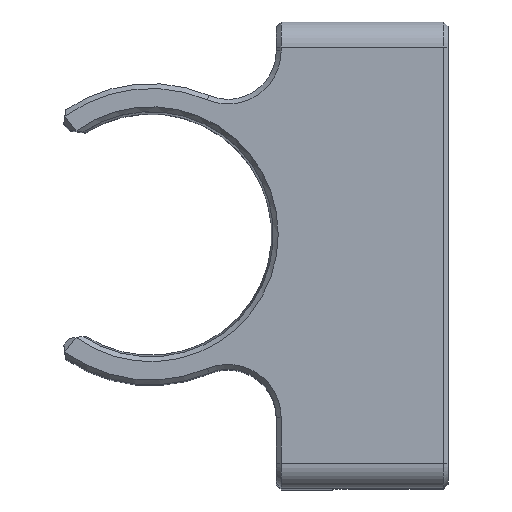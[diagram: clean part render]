
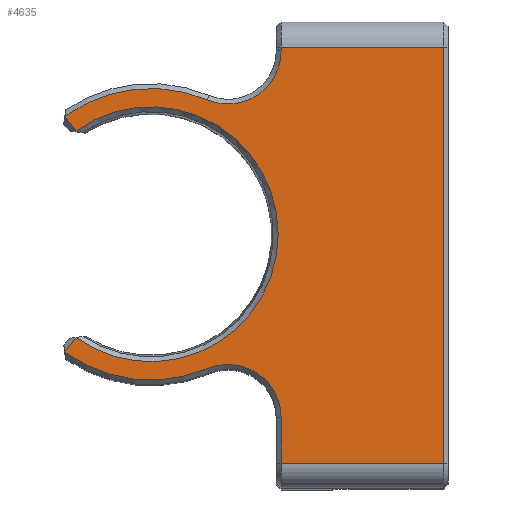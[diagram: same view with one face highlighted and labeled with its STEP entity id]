
A CAD part, top view. The second image highlights one B-rep face of the part: STEP entity #4635.
In plain terms, the highlighted planar face has unit normal (0, 0, 1).
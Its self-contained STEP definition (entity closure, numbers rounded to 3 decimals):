
#192=CIRCLE('',#4982,15.1);
#194=CIRCLE('',#4992,13.2);
#197=CIRCLE('',#4996,5.5);
#198=CIRCLE('',#4998,15.1);
#200=CIRCLE('',#5001,5.5);
#503=FACE_OUTER_BOUND('',#785,.T.);
#785=EDGE_LOOP('',(#3691,#3692,#3693,#3694,#3695,#3696,#3697,#3698,#3699,
#3700,#3701,#3702,#3703,#3704));
#1011=LINE('',#6835,#1476);
#1079=LINE('',#7028,#1544);
#1094=LINE('',#7075,#1559);
#1166=LINE('',#7424,#1631);
#1174=LINE('',#7457,#1639);
#1176=LINE('',#7461,#1641);
#1178=LINE('',#7471,#1643);
#1190=LINE('',#7515,#1655);
#1191=LINE('',#7517,#1656);
#1476=VECTOR('',#5421,10.);
#1544=VECTOR('',#5613,10.);
#1559=VECTOR('',#5660,10.);
#1631=VECTOR('',#5876,10.);
#1639=VECTOR('',#5898,10.);
#1641=VECTOR('',#5902,10.);
#1643=VECTOR('',#5910,10.);
#1655=VECTOR('',#5970,10.);
#1656=VECTOR('',#5973,10.);
#1936=VERTEX_POINT('',#6825);
#1938=VERTEX_POINT('',#6831);
#1999=VERTEX_POINT('',#7021);
#2002=VERTEX_POINT('',#7026);
#2016=VERTEX_POINT('',#7068);
#2018=VERTEX_POINT('',#7073);
#2087=VERTEX_POINT('',#7419);
#2088=VERTEX_POINT('',#7423);
#2090=VERTEX_POINT('',#7429);
#2095=VERTEX_POINT('',#7451);
#2096=VERTEX_POINT('',#7456);
#2097=VERTEX_POINT('',#7460);
#2099=VERTEX_POINT('',#7470);
#2101=VERTEX_POINT('',#7482);
#2381=EDGE_CURVE('',#1936,#1938,#1011,.T.);
#2478=EDGE_CURVE('',#2002,#1999,#1079,.T.);
#2501=EDGE_CURVE('',#2018,#2016,#1094,.T.);
#2618=EDGE_CURVE('',#2087,#2088,#1166,.T.);
#2622=EDGE_CURVE('',#2090,#2087,#192,.T.);
#2631=EDGE_CURVE('',#2095,#2096,#1174,.T.);
#2633=EDGE_CURVE('',#2096,#2097,#1176,.T.);
#2637=EDGE_CURVE('',#2088,#2099,#1178,.T.);
#2639=EDGE_CURVE('',#2099,#2095,#194,.T.);
#2643=EDGE_CURVE('',#2101,#2018,#197,.T.);
#2644=EDGE_CURVE('',#2097,#2101,#198,.T.);
#2646=EDGE_CURVE('',#1999,#2090,#200,.T.);
#2657=EDGE_CURVE('',#1938,#2002,#1190,.T.);
#2658=EDGE_CURVE('',#2016,#1936,#1191,.T.);
#3691=ORIENTED_EDGE('',*,*,#2381,.F.);
#3692=ORIENTED_EDGE('',*,*,#2658,.F.);
#3693=ORIENTED_EDGE('',*,*,#2501,.F.);
#3694=ORIENTED_EDGE('',*,*,#2643,.F.);
#3695=ORIENTED_EDGE('',*,*,#2644,.F.);
#3696=ORIENTED_EDGE('',*,*,#2633,.F.);
#3697=ORIENTED_EDGE('',*,*,#2631,.F.);
#3698=ORIENTED_EDGE('',*,*,#2639,.F.);
#3699=ORIENTED_EDGE('',*,*,#2637,.F.);
#3700=ORIENTED_EDGE('',*,*,#2618,.F.);
#3701=ORIENTED_EDGE('',*,*,#2622,.F.);
#3702=ORIENTED_EDGE('',*,*,#2646,.F.);
#3703=ORIENTED_EDGE('',*,*,#2478,.F.);
#3704=ORIENTED_EDGE('',*,*,#2657,.F.);
#4418=PLANE('',#5015);
#4635=ADVANCED_FACE('',(#503),#4418,.T.);
#4982=AXIS2_PLACEMENT_3D('',#7431,#5883,#5884);
#4992=AXIS2_PLACEMENT_3D('',#7477,#5913,#5914);
#4996=AXIS2_PLACEMENT_3D('',#7484,#5922,#5923);
#4998=AXIS2_PLACEMENT_3D('',#7486,#5926,#5927);
#5001=AXIS2_PLACEMENT_3D('',#7489,#5932,#5933);
#5015=AXIS2_PLACEMENT_3D('',#7516,#5971,#5972);
#5421=DIRECTION('',(0.,-1.,0.));
#5613=DIRECTION('',(0.,1.,0.));
#5660=DIRECTION('',(0.,1.,0.));
#5876=DIRECTION('',(-0.137,0.991,0.));
#5883=DIRECTION('center_axis',(0.,0.,
-1.));
#5884=DIRECTION('ref_axis',(0.833,-0.553,0.));
#5898=DIRECTION('',(-0.617,0.787,0.));
#5902=DIRECTION('',(0.137,0.991,0.));
#5910=DIRECTION('',(0.616,0.788,0.));
#5913=DIRECTION('center_axis',(0.,0.,
1.));
#5914=DIRECTION('ref_axis',(0.616,0.788,0.));
#5922=DIRECTION('center_axis',(0.,0.,
1.));
#5923=DIRECTION('ref_axis',(0.553,-0.833,0.));
#5926=DIRECTION('center_axis',(0.,0.,
-1.));
#5927=DIRECTION('ref_axis',(-0.617,0.787,0.));
#5932=DIRECTION('center_axis',(0.,0.,
1.));
#5933=DIRECTION('ref_axis',(0.553,0.833,0.));
#5970=DIRECTION('',(-1.,0.,0.));
#5971=DIRECTION('center_axis',(0.,0.,1.));
#5972=DIRECTION('ref_axis',(0.,-1.,0.));
#5973=DIRECTION('',(1.,0.,0.));
#6825=CARTESIAN_POINT('',(14.3,19.384,55.));
#6831=CARTESIAN_POINT('',(14.3,-23.716,55.));
#6835=CARTESIAN_POINT('',(14.3,9.909,55.));
#7021=CARTESIAN_POINT('',(-2.502,-18.984,55.));
#7026=CARTESIAN_POINT('',(-2.502,-23.716,55.));
#7028=CARTESIAN_POINT('',(-2.502,21.984,55.));
#7068=CARTESIAN_POINT('',(-2.502,19.384,55.));
#7073=CARTESIAN_POINT('',(-2.502,18.984,55.));
#7075=CARTESIAN_POINT('',(-2.502,21.984,55.));
#7419=CARTESIAN_POINT('',(-24.902,-12.197,55.));
#7423=CARTESIAN_POINT('',(-24.904,-12.187,55.));
#7424=CARTESIAN_POINT('',(-25.624,-6.979,55.));
#7429=CARTESIAN_POINT('',(-10.137,-13.915,55.));
#7431=CARTESIAN_POINT('Origin',(-16.,0.,
55.));
#7451=CARTESIAN_POINT('',(-23.742,10.694,55.));
#7456=CARTESIAN_POINT('',(-24.908,12.183,55.));
#7457=CARTESIAN_POINT('',(-19.05,4.705,55.));
#7460=CARTESIAN_POINT('',(-24.907,12.194,55.));
#7461=CARTESIAN_POINT('',(-25.626,6.977,55.));
#7470=CARTESIAN_POINT('',(-23.736,-10.694,55.));
#7471=CARTESIAN_POINT('',(-19.14,-4.821,55.));
#7477=CARTESIAN_POINT('Origin',(-16.002,0.002,55.));
#7482=CARTESIAN_POINT('',(-10.137,13.915,55.));
#7484=CARTESIAN_POINT('Origin',(-8.002,18.984,55.));
#7486=CARTESIAN_POINT('Origin',(-16.,0.,
55.));
#7489=CARTESIAN_POINT('Origin',(-8.002,-18.984,55.));
#7515=CARTESIAN_POINT('',(0.,-23.716,55.));
#7516=CARTESIAN_POINT('Origin',(0.,21.984,55.));
#7517=CARTESIAN_POINT('',(0.,19.384,55.));
